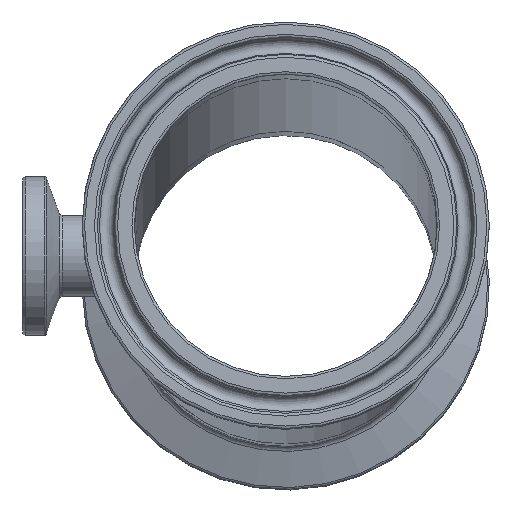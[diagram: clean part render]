
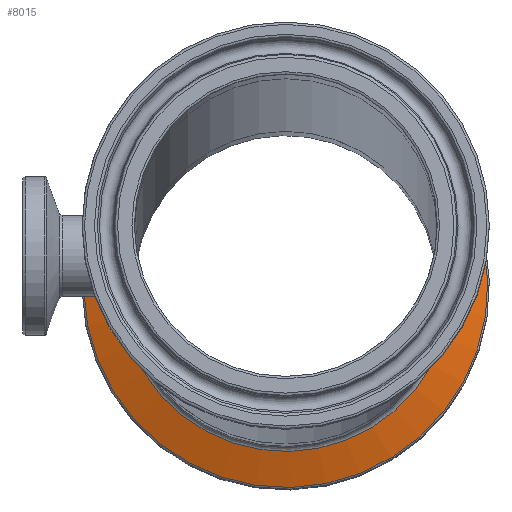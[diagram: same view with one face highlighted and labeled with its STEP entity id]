
A CAD part, left-side view. The second image highlights one B-rep face of the part: STEP entity #8015.
In plain terms, the highlighted conical face has half-angle 70 degrees and reference radius 28.677 mm.
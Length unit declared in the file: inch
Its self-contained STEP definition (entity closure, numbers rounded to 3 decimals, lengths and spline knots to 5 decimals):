
#18=CONICAL_SURFACE('',#8494,1.129,70.);
#97=CIRCLE('',#8493,1.24813);
#98=CIRCLE('',#8495,1.02961);
#201=FACE_BOUND('',#1575,.T.);
#1026=FACE_OUTER_BOUND('',#1574,.T.);
#1574=EDGE_LOOP('',(#7402));
#1575=EDGE_LOOP('',(#7403));
#3969=VERTEX_POINT('',#17853);
#3970=VERTEX_POINT('',#17856);
#5116=EDGE_CURVE('',#3969,#3969,#97,.T.);
#5117=EDGE_CURVE('',#3970,#3970,#98,.T.);
#7402=ORIENTED_EDGE('',*,*,#5117,.F.);
#7403=ORIENTED_EDGE('',*,*,#5116,.F.);
#8015=ADVANCED_FACE('',(#1026,#201),#18,.T.);
#8493=AXIS2_PLACEMENT_3D('',#17854,#9958,#9959);
#8494=AXIS2_PLACEMENT_3D('',#17855,#9960,#9961);
#8495=AXIS2_PLACEMENT_3D('',#17857,#9962,#9963);
#9958=DIRECTION('center_axis',(0.998,0.,
-0.056));
#9959=DIRECTION('ref_axis',(0.011,-0.98,0.198));
#9960=DIRECTION('center_axis',(0.998,0.,
-0.056));
#9961=DIRECTION('ref_axis',(-0.011,0.98,-0.198));
#9962=DIRECTION('center_axis',(-0.998,0.,
0.056));
#9963=DIRECTION('ref_axis',(0.011,-0.98,0.198));
#17853=CARTESIAN_POINT('',(3.24022,1.2233,-0.43137));
#17854=CARTESIAN_POINT('Origin',(3.25421,0.,
-0.18403));
#17855=CARTESIAN_POINT('Origin',(3.21092,0.,
-0.18159));
#17856=CARTESIAN_POINT('',(3.16326,1.00912,-0.38358));
#17857=CARTESIAN_POINT('Origin',(3.1748,0.,
-0.17954));
